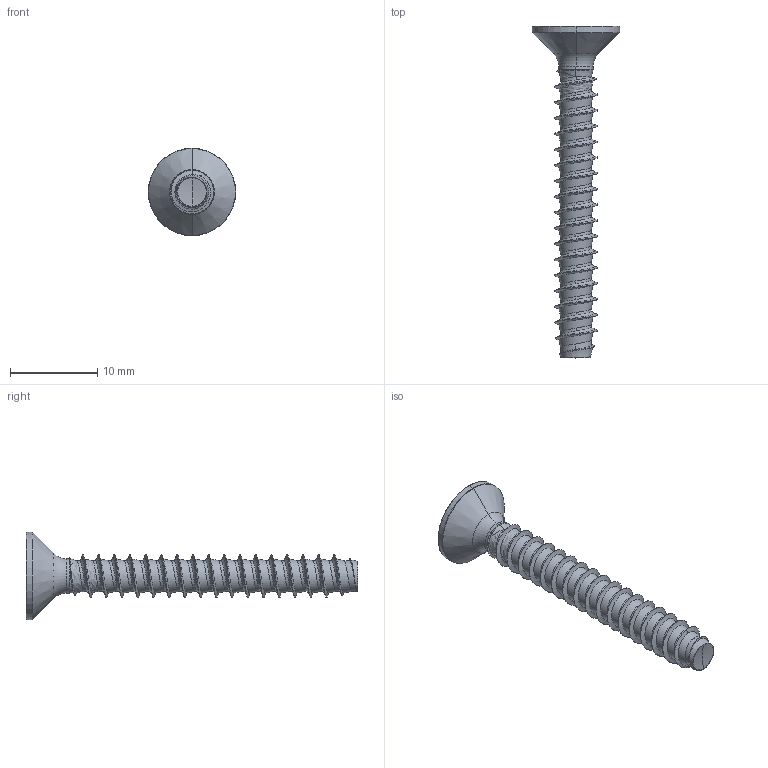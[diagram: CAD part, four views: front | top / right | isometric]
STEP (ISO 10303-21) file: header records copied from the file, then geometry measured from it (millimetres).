
FILE_DESCRIPTION (( 'STEP AP203' ), '1' );
FILE_NAME ('STP430500380.STEP', '2020-09-22T13:40:04', ( '' ), ( '' ), 'SwSTEP 2.0', 'SolidWorks 2015', '' );
FILE_SCHEMA (( 'CONFIG_CONTROL_DESIGN' ));
Length unit declared in the file: millimetre
Products named in the file (2): STP430500380
Bounding box: 10 x 38 x 10 mm (x, y, z)
Volume: 558.6 mm3; surface area: 867.8 mm2
Topology: 1 solids, 1 shells, 126 faces, 316 edges, 194 vertices
Faces by surface type: cylinder 63, bspline 35, cone 13, torus 10, plane 3, sphere 2
Entity records: 35144 total; most frequent: CARTESIAN_POINT 32429, ORIENTED_EDGE 632, DIRECTION 410, EDGE_CURVE 316, VERTEX_POINT 194, AXIS2_PLACEMENT_3D 165, B_SPLINE_CURVE_WITH_KNOTS 128, EDGE_LOOP 128
